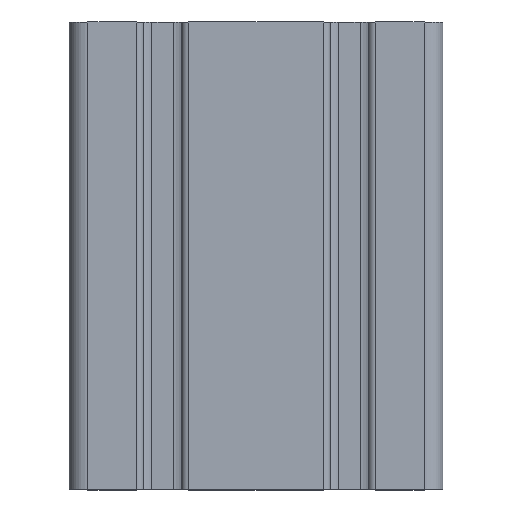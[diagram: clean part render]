
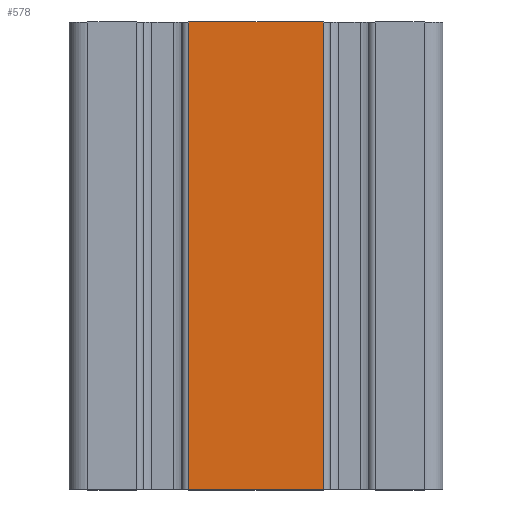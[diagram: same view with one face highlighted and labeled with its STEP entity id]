
A CAD part, top view. The second image highlights one B-rep face of the part: STEP entity #578.
In plain terms, the highlighted planar face has unit normal (0, 0, 1).
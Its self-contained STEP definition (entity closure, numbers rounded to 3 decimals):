
#578 = ADVANCED_FACE( '', ( #1264 ), #1265, .T. );
#1264 = FACE_OUTER_BOUND( '', #2053, .T. );
#1265 = PLANE( '', #2054 );
#2053 = EDGE_LOOP( '', ( #3815, #3816, #3817, #3818 ) );
#2054 = AXIS2_PLACEMENT_3D( '', #3819, #3820, #3821 );
#3815 = ORIENTED_EDGE( '', *, *, #5619, .F. );
#3816 = ORIENTED_EDGE( '', *, *, #5620, .F. );
#3817 = ORIENTED_EDGE( '', *, *, #5277, .T. );
#3818 = ORIENTED_EDGE( '', *, *, #5621, .T. );
#3819 = CARTESIAN_POINT( '', ( 14.4, 100., 60. ) );
#3820 = DIRECTION( '', ( 0., 0., 1. ) );
#3821 = DIRECTION( '', ( 1., 0., 0. ) );
#5277 = EDGE_CURVE( '', #6561, #6559, #6562, .T. );
#5619 = EDGE_CURVE( '', #7072, #7073, #7074, .T. );
#5620 = EDGE_CURVE( '', #6561, #7072, #7075, .T. );
#5621 = EDGE_CURVE( '', #6559, #7073, #7076, .T. );
#6559 = VERTEX_POINT( '', #8264 );
#6561 = VERTEX_POINT( '', #8266 );
#6562 = LINE( '', #8267, #8268 );
#7072 = VERTEX_POINT( '', #8930 );
#7073 = VERTEX_POINT( '', #8931 );
#7074 = LINE( '', #8932, #8933 );
#7075 = LINE( '', #8934, #8935 );
#7076 = LINE( '', #8936, #8937 );
#8264 = CARTESIAN_POINT( '', ( -14.4, 100., 60. ) );
#8266 = CARTESIAN_POINT( '', ( 14.4, 100., 60. ) );
#8267 = CARTESIAN_POINT( '', ( 14.4, 100., 60. ) );
#8268 = VECTOR( '', #9869, 1000. );
#8930 = CARTESIAN_POINT( '', ( 14.4, 0., 60. ) );
#8931 = CARTESIAN_POINT( '', ( -14.4, 0., 60. ) );
#8932 = CARTESIAN_POINT( '', ( 14.4, 0., 60. ) );
#8933 = VECTOR( '', #10385, 1000. );
#8934 = CARTESIAN_POINT( '', ( 14.4, 100., 60. ) );
#8935 = VECTOR( '', #10386, 1000. );
#8936 = CARTESIAN_POINT( '', ( -14.4, 100., 60. ) );
#8937 = VECTOR( '', #10387, 1000. );
#9869 = DIRECTION( '', ( -1., 0., 0. ) );
#10385 = DIRECTION( '', ( -1., 0., 0. ) );
#10386 = DIRECTION( '', ( 0., -1., 0. ) );
#10387 = DIRECTION( '', ( 0., -1., 0. ) );
